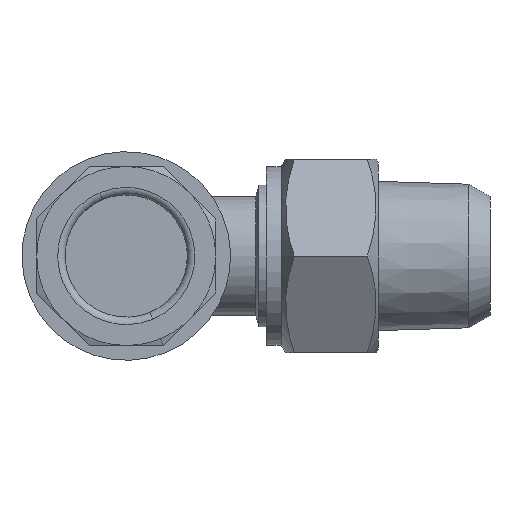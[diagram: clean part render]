
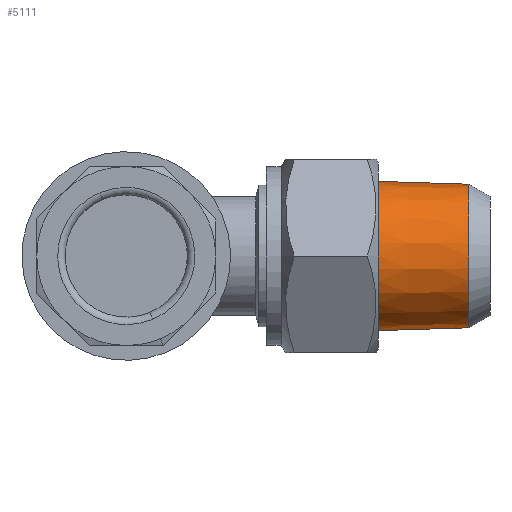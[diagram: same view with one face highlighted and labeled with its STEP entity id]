
A CAD part, left-side view. The second image highlights one B-rep face of the part: STEP entity #5111.
In plain terms, the highlighted conical face has half-angle 1.79 degrees and reference radius 4.815 mm.
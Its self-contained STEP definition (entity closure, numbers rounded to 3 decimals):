
#28 = CARTESIAN_POINT ( 'NONE',  ( 0., 5.6, -5.005 ) ) ;
#323 = CIRCLE ( 'NONE', #4225, 5.005 ) ;
#686 = VERTEX_POINT ( 'NONE', #28 ) ;
#774 = EDGE_CURVE ( 'NONE', #1756, #686, #2895, .T. ) ;
#776 = EDGE_CURVE ( 'NONE', #1754, #1762, #2900, .T. ) ;
#803 = EDGE_CURVE ( 'NONE', #1754, #1756, #2921, .T. ) ;
#807 = FACE_OUTER_BOUND ( 'NONE', #5643, .T. ) ;
#829 = CONICAL_SURFACE ( 'NONE', #1700, 4.815, 0.031 ) ;
#1594 = DIRECTION ( 'NONE',  ( 0., 1., -0.031 ) ) ;
#1596 = DIRECTION ( 'NONE',  ( 0., 1., 0.031 ) ) ;
#1597 = CARTESIAN_POINT ( 'NONE',  ( 0., -0.488, -4.815 ) ) ;
#1601 = CARTESIAN_POINT ( 'NONE',  ( 0., -0.488, 4.815 ) ) ;
#1700 = AXIS2_PLACEMENT_3D ( 'NONE', #4638, #4639, #4647 ) ;
#1754 = VERTEX_POINT ( 'NONE', #1795 ) ;
#1756 = VERTEX_POINT ( 'NONE', #1798 ) ;
#1762 = VERTEX_POINT ( 'NONE', #1805 ) ;
#1795 = CARTESIAN_POINT ( 'NONE',  ( 0., -0.488, 4.815 ) ) ;
#1798 = CARTESIAN_POINT ( 'NONE',  ( 0., -0.488, -4.815 ) ) ;
#1805 = CARTESIAN_POINT ( 'NONE',  ( 0., 5.6, 5.005 ) ) ;
#2754 = CARTESIAN_POINT ( 'NONE',  ( 0., 5.6, 0. ) ) ;
#2755 = DIRECTION ( 'NONE',  ( 0., -1., 0. ) ) ;
#2756 = DIRECTION ( 'NONE',  ( 0., 0., -1. ) ) ;
#2895 = LINE ( 'NONE', #1597, #2899 ) ;
#2899 = VECTOR ( 'NONE', #1594, 1000. ) ;
#2900 = LINE ( 'NONE', #1601, #2902 ) ;
#2902 = VECTOR ( 'NONE', #1596, 1000. ) ;
#2921 = CIRCLE ( 'NONE', #4164, 4.815 ) ;
#3528 = ORIENTED_EDGE ( 'NONE', *, *, #774, .F. ) ;
#3529 = ORIENTED_EDGE ( 'NONE', *, *, #803, .F. ) ;
#3530 = ORIENTED_EDGE ( 'NONE', *, *, #776, .T. ) ;
#3531 = ORIENTED_EDGE ( 'NONE', *, *, #4339, .T. ) ;
#4164 = AXIS2_PLACEMENT_3D ( 'NONE', #4401, #4402, #4403 ) ;
#4225 = AXIS2_PLACEMENT_3D ( 'NONE', #2754, #2755, #2756 ) ;
#4339 = EDGE_CURVE ( 'NONE', #1762, #686, #323, .T. ) ;
#4401 = CARTESIAN_POINT ( 'NONE',  ( 0., -0.488, 0. ) ) ;
#4402 = DIRECTION ( 'NONE',  ( 0., -1., 0. ) ) ;
#4403 = DIRECTION ( 'NONE',  ( 0., 0., -1. ) ) ;
#4638 = CARTESIAN_POINT ( 'NONE',  ( 0., -0.488, 0. ) ) ;
#4639 = DIRECTION ( 'NONE',  ( 0., 1., 0. ) ) ;
#4647 = DIRECTION ( 'NONE',  ( 0., 0., 1. ) ) ;
#5111 = ADVANCED_FACE ( 'NONE', ( #807 ), #829, .T. ) ;
#5643 = EDGE_LOOP ( 'NONE', ( #3528, #3529, #3530, #3531 ) ) ;
